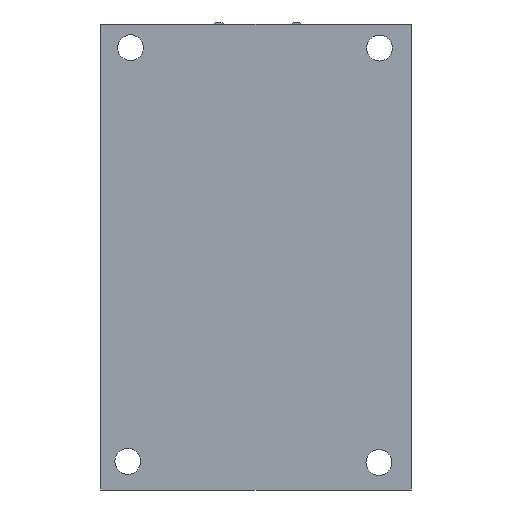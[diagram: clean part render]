
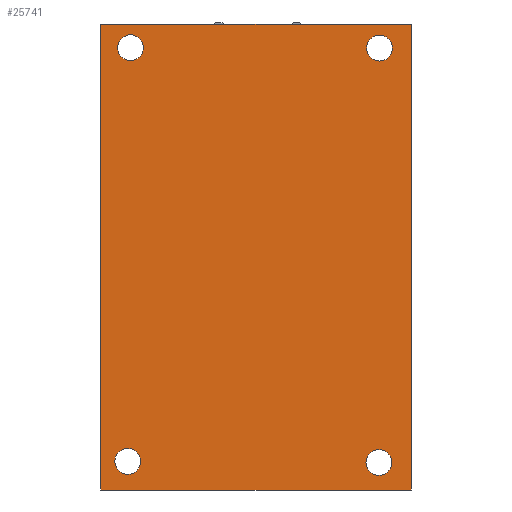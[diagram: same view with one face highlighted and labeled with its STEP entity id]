
A CAD part, front view. The second image highlights one B-rep face of the part: STEP entity #25741.
In plain terms, the highlighted planar face has unit normal (0, -1, 0).
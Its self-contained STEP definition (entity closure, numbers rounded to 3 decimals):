
#58 = CARTESIAN_POINT ( 'NONE',  ( 12., 0.3, 18. ) ) ;
#135 = FACE_BOUND ( 'NONE', #27141, .T. ) ;
#140 = CARTESIAN_POINT ( 'NONE',  ( 12., 0.3, 0. ) ) ;
#650 = CARTESIAN_POINT ( 'NONE',  ( 6., 0.3, 0. ) ) ;
#735 = CIRCLE ( 'NONE', #8341, 0.5 ) ;
#860 = EDGE_LOOP ( 'NONE', ( #15368, #8949 ) ) ;
#1186 = DIRECTION ( 'NONE',  ( 0., 0., -1. ) ) ;
#2192 = DIRECTION ( 'NONE',  ( 0., 1., 0. ) ) ;
#3132 = AXIS2_PLACEMENT_3D ( 'NONE', #4770, #4905, #4629 ) ;
#3231 = EDGE_CURVE ( 'NONE', #24897, #15992, #19739, .T. ) ;
#3325 = CIRCLE ( 'NONE', #9992, 0.5 ) ;
#3344 = CIRCLE ( 'NONE', #24684, 0.5 ) ;
#3906 = EDGE_CURVE ( 'NONE', #26685, #5252, #12839, .T. ) ;
#4047 = CARTESIAN_POINT ( 'NONE',  ( 1.042, 0.3, 1.105 ) ) ;
#4108 = DIRECTION ( 'NONE',  ( -1., 0., 0. ) ) ;
#4422 = CARTESIAN_POINT ( 'NONE',  ( 1.148, 0.3, 17.598 ) ) ;
#4629 = DIRECTION ( 'NONE',  ( 0., 0., -1. ) ) ;
#4770 = CARTESIAN_POINT ( 'NONE',  ( 10.776, 0.3, 17.083 ) ) ;
#4905 = DIRECTION ( 'NONE',  ( 0., 1., 0. ) ) ;
#5252 = VERTEX_POINT ( 'NONE', #12044 ) ;
#5522 = CARTESIAN_POINT ( 'NONE',  ( 1.148, 0.3, 17.098 ) ) ;
#5792 = CIRCLE ( 'NONE', #3132, 0.5 ) ;
#6233 = FACE_BOUND ( 'NONE', #860, .T. ) ;
#6386 = DIRECTION ( 'NONE',  ( 0., 1., 0. ) ) ;
#6749 = EDGE_LOOP ( 'NONE', ( #14076, #8142 ) ) ;
#6817 = ORIENTED_EDGE ( 'NONE', *, *, #26138, .T. ) ;
#7045 = VERTEX_POINT ( 'NONE', #27085 ) ;
#7555 = ORIENTED_EDGE ( 'NONE', *, *, #21597, .T. ) ;
#8085 = VECTOR ( 'NONE', #22970, 1000. ) ;
#8142 = ORIENTED_EDGE ( 'NONE', *, *, #3906, .T. ) ;
#8341 = AXIS2_PLACEMENT_3D ( 'NONE', #4047, #21232, #19122 ) ;
#8949 = ORIENTED_EDGE ( 'NONE', *, *, #23130, .T. ) ;
#9666 = VERTEX_POINT ( 'NONE', #4422 ) ;
#9992 = AXIS2_PLACEMENT_3D ( 'NONE', #13357, #15145, #17370 ) ;
#10518 = CARTESIAN_POINT ( 'NONE',  ( 0., 0.3, 18. ) ) ;
#10673 = DIRECTION ( 'NONE',  ( 0., 0., -1. ) ) ;
#10732 = CARTESIAN_POINT ( 'NONE',  ( 10.751, 0.3, 1.064 ) ) ;
#11106 = FACE_BOUND ( 'NONE', #6749, .T. ) ;
#11210 = AXIS2_PLACEMENT_3D ( 'NONE', #16939, #2192, #10673 ) ;
#11644 = CARTESIAN_POINT ( 'NONE',  ( 1.042, 0.3, 1.605 ) ) ;
#11959 = CARTESIAN_POINT ( 'NONE',  ( 0., 0.3, 9. ) ) ;
#11993 = ORIENTED_EDGE ( 'NONE', *, *, #27190, .T. ) ;
#12044 = CARTESIAN_POINT ( 'NONE',  ( 10.751, 0.3, 0.564 ) ) ;
#12054 = CARTESIAN_POINT ( 'NONE',  ( 1.042, 0.3, 1.105 ) ) ;
#12322 = DIRECTION ( 'NONE',  ( 0., 1., 0. ) ) ;
#12692 = CARTESIAN_POINT ( 'NONE',  ( 10.776, 0.3, 16.583 ) ) ;
#12839 = CIRCLE ( 'NONE', #27071, 0.5 ) ;
#12885 = VERTEX_POINT ( 'NONE', #21274 ) ;
#13357 = CARTESIAN_POINT ( 'NONE',  ( 10.776, 0.3, 17.083 ) ) ;
#14036 = DIRECTION ( 'NONE',  ( 0., 1., 0. ) ) ;
#14076 = ORIENTED_EDGE ( 'NONE', *, *, #24304, .T. ) ;
#14538 = DIRECTION ( 'NONE',  ( 0., 0., -1. ) ) ;
#14734 = CARTESIAN_POINT ( 'NONE',  ( 6., 0.3, 18. ) ) ;
#14919 = EDGE_CURVE ( 'NONE', #18640, #12885, #5792, .T. ) ;
#15095 = EDGE_CURVE ( 'NONE', #15992, #15286, #17958, .T. ) ;
#15138 = VECTOR ( 'NONE', #24367, 1000. ) ;
#15145 = DIRECTION ( 'NONE',  ( 0., 1., 0. ) ) ;
#15286 = VERTEX_POINT ( 'NONE', #58 ) ;
#15368 = ORIENTED_EDGE ( 'NONE', *, *, #14919, .T. ) ;
#15585 = ORIENTED_EDGE ( 'NONE', *, *, #15095, .T. ) ;
#15860 = CARTESIAN_POINT ( 'NONE',  ( 12., 0.3, 9. ) ) ;
#15992 = VERTEX_POINT ( 'NONE', #140 ) ;
#16260 = VERTEX_POINT ( 'NONE', #10518 ) ;
#16618 = VERTEX_POINT ( 'NONE', #17701 ) ;
#16687 = CIRCLE ( 'NONE', #22063, 0.5 ) ;
#16939 = CARTESIAN_POINT ( 'NONE',  ( 1.148, 0.3, 17.098 ) ) ;
#16949 = PLANE ( 'NONE',  #19926 ) ;
#17093 = DIRECTION ( 'NONE',  ( 0., 0., 1. ) ) ;
#17370 = DIRECTION ( 'NONE',  ( 0., 0., -1. ) ) ;
#17701 = CARTESIAN_POINT ( 'NONE',  ( 1.042, 0.3, 0.605 ) ) ;
#17958 = LINE ( 'NONE', #15860, #15138 ) ;
#18308 = CARTESIAN_POINT ( 'NONE',  ( 10.751, 0.3, 1.064 ) ) ;
#18600 = DIRECTION ( 'NONE',  ( 0., 0., -1. ) ) ;
#18640 = VERTEX_POINT ( 'NONE', #12692 ) ;
#19122 = DIRECTION ( 'NONE',  ( 0., 0., -1. ) ) ;
#19685 = VECTOR ( 'NONE', #4108, 1000. ) ;
#19715 = VECTOR ( 'NONE', #24074, 1000. ) ;
#19739 = LINE ( 'NONE', #650, #19715 ) ;
#19800 = AXIS2_PLACEMENT_3D ( 'NONE', #10732, #25102, #14538 ) ;
#19926 = AXIS2_PLACEMENT_3D ( 'NONE', #25459, #6386, #17093 ) ;
#21161 = LINE ( 'NONE', #14734, #19685 ) ;
#21232 = DIRECTION ( 'NONE',  ( 0., 1., 0. ) ) ;
#21274 = CARTESIAN_POINT ( 'NONE',  ( 10.776, 0.3, 17.583 ) ) ;
#21597 = EDGE_CURVE ( 'NONE', #15286, #16260, #21161, .T. ) ;
#21649 = EDGE_CURVE ( 'NONE', #7045, #9666, #23240, .T. ) ;
#21816 = EDGE_LOOP ( 'NONE', ( #6817, #23969 ) ) ;
#21852 = EDGE_CURVE ( 'NONE', #23861, #16618, #3344, .T. ) ;
#21891 = EDGE_CURVE ( 'NONE', #9666, #7045, #16687, .T. ) ;
#22063 = AXIS2_PLACEMENT_3D ( 'NONE', #5522, #12322, #18600 ) ;
#22839 = ORIENTED_EDGE ( 'NONE', *, *, #21891, .T. ) ;
#22970 = DIRECTION ( 'NONE',  ( 0., 0., -1. ) ) ;
#23130 = EDGE_CURVE ( 'NONE', #12885, #18640, #3325, .T. ) ;
#23240 = CIRCLE ( 'NONE', #11210, 0.5 ) ;
#23549 = FACE_BOUND ( 'NONE', #21816, .T. ) ;
#23618 = ORIENTED_EDGE ( 'NONE', *, *, #21649, .T. ) ;
#23644 = CARTESIAN_POINT ( 'NONE',  ( 0., 0.3, 0. ) ) ;
#23861 = VERTEX_POINT ( 'NONE', #11644 ) ;
#23969 = ORIENTED_EDGE ( 'NONE', *, *, #21852, .T. ) ;
#24074 = DIRECTION ( 'NONE',  ( 1., 0., 0. ) ) ;
#24304 = EDGE_CURVE ( 'NONE', #5252, #26685, #24318, .T. ) ;
#24318 = CIRCLE ( 'NONE', #19800, 0.5 ) ;
#24367 = DIRECTION ( 'NONE',  ( 0., 0., 1. ) ) ;
#24602 = DIRECTION ( 'NONE',  ( 0., 0., -1. ) ) ;
#24630 = EDGE_LOOP ( 'NONE', ( #11993, #27506, #15585, #7555 ) ) ;
#24684 = AXIS2_PLACEMENT_3D ( 'NONE', #12054, #25006, #24602 ) ;
#24843 = CARTESIAN_POINT ( 'NONE',  ( 10.751, 0.3, 1.564 ) ) ;
#24897 = VERTEX_POINT ( 'NONE', #23644 ) ;
#25006 = DIRECTION ( 'NONE',  ( 0., 1., 0. ) ) ;
#25048 = LINE ( 'NONE', #11959, #8085 ) ;
#25102 = DIRECTION ( 'NONE',  ( 0., 1., 0. ) ) ;
#25309 = FACE_OUTER_BOUND ( 'NONE', #24630, .T. ) ;
#25459 = CARTESIAN_POINT ( 'NONE',  ( 6., 0.3, 9. ) ) ;
#25741 = ADVANCED_FACE ( 'NONE', ( #23549, #11106, #135, #6233, #25309 ), #16949, .F. ) ;
#26138 = EDGE_CURVE ( 'NONE', #16618, #23861, #735, .T. ) ;
#26685 = VERTEX_POINT ( 'NONE', #24843 ) ;
#27071 = AXIS2_PLACEMENT_3D ( 'NONE', #18308, #14036, #1186 ) ;
#27085 = CARTESIAN_POINT ( 'NONE',  ( 1.148, 0.3, 16.598 ) ) ;
#27141 = EDGE_LOOP ( 'NONE', ( #23618, #22839 ) ) ;
#27190 = EDGE_CURVE ( 'NONE', #16260, #24897, #25048, .T. ) ;
#27506 = ORIENTED_EDGE ( 'NONE', *, *, #3231, .T. ) ;
